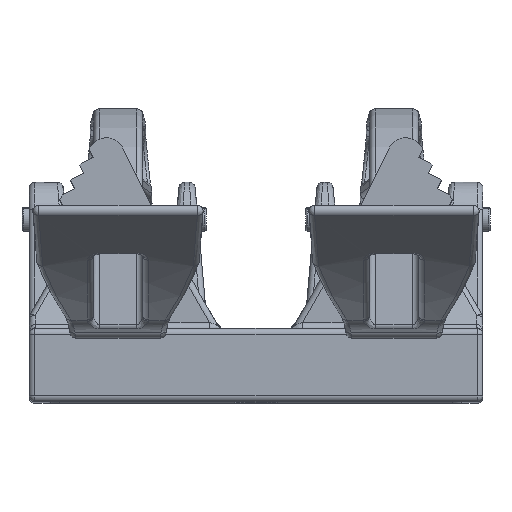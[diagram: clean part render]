
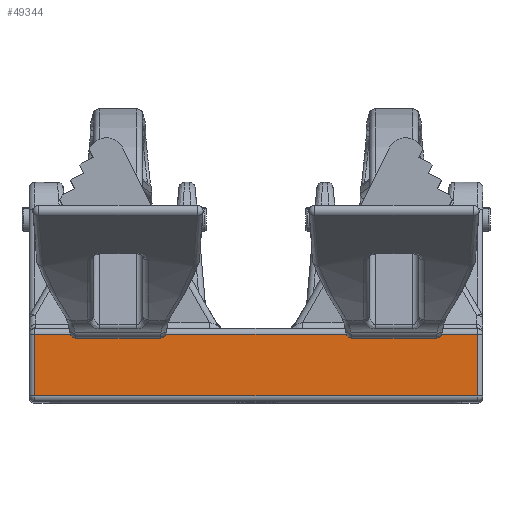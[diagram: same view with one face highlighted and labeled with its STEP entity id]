
A CAD part, top view. The second image highlights one B-rep face of the part: STEP entity #49344.
In plain terms, the highlighted planar face has unit normal (0, 0, 1).
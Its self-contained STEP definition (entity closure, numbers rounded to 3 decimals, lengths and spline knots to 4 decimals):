
#10143=DIRECTION('',(1.,0.,0.));
#10144=VECTOR('',#10143,4.505);
#10145=CARTESIAN_POINT('',(-2.2525,0.06,4.938));
#10146=LINE('',#10145,#10144);
#10147=DIRECTION('',(0.,-1.,0.));
#10148=VECTOR('',#10147,0.63);
#10149=CARTESIAN_POINT('',(-2.2525,0.69,4.938));
#10150=LINE('',#10149,#10148);
#10151=DIRECTION('',(-1.,0.,0.));
#10152=VECTOR('',#10151,4.505);
#10153=CARTESIAN_POINT('',(2.2525,0.69,4.938));
#10154=LINE('',#10153,#10152);
#10155=DIRECTION('',(0.,1.,0.));
#10156=VECTOR('',#10155,0.63);
#10157=CARTESIAN_POINT('',(2.2525,0.06,4.938));
#10158=LINE('',#10157,#10156);
#31741=CARTESIAN_POINT('',(-2.2525,0.06,4.938));
#31742=CARTESIAN_POINT('',(2.2525,0.06,4.938));
#31743=VERTEX_POINT('',#31741);
#31744=VERTEX_POINT('',#31742);
#31745=CARTESIAN_POINT('',(2.2525,0.69,4.938));
#31746=VERTEX_POINT('',#31745);
#31835=CARTESIAN_POINT('',(-2.2525,0.69,4.938));
#31836=VERTEX_POINT('',#31835);
#49331=CARTESIAN_POINT('',(-2.3125,0.,4.938));
#49332=DIRECTION('',(0.,0.,1.));
#49333=DIRECTION('',(1.,0.,0.));
#49334=AXIS2_PLACEMENT_3D('',#49331,#49332,#49333);
#49335=PLANE('',#49334);
#49336=ORIENTED_EDGE('',*,*,#37367,.F.);
#49338=ORIENTED_EDGE('',*,*,#49337,.F.);
#49339=ORIENTED_EDGE('',*,*,#49322,.F.);
#49341=ORIENTED_EDGE('',*,*,#49340,.F.);
#49342=EDGE_LOOP('',(#49336,#49338,#49339,#49341));
#49343=FACE_OUTER_BOUND('',#49342,.F.);
#37367=EDGE_CURVE('',#31743,#31744,#10146,.T.);
#49322=EDGE_CURVE('',#31746,#31836,#10154,.T.);
#49337=EDGE_CURVE('',#31836,#31743,#10150,.T.);
#49340=EDGE_CURVE('',#31744,#31746,#10158,.T.);
#49344=ADVANCED_FACE('',(#49343),#49335,.T.);
